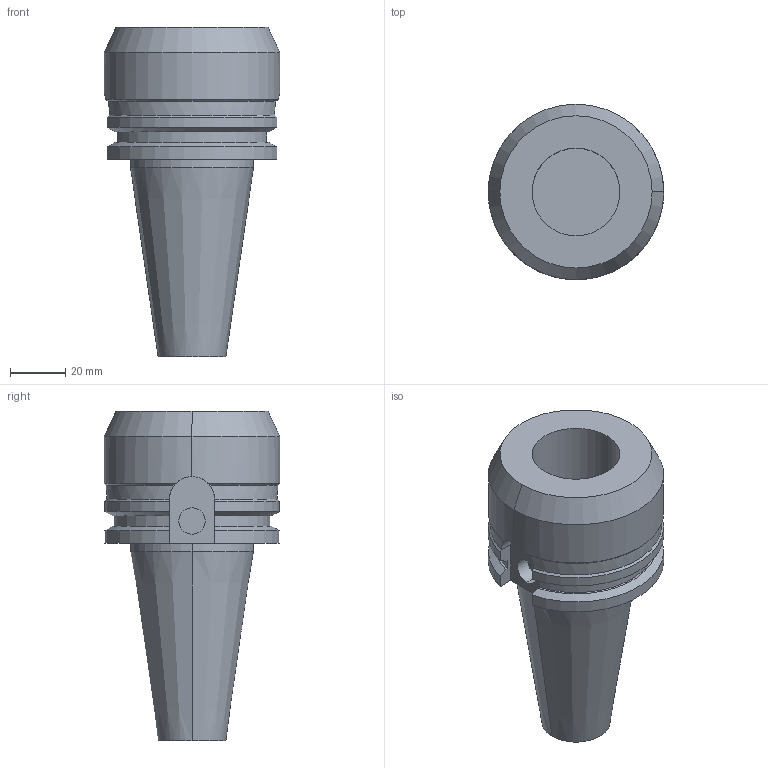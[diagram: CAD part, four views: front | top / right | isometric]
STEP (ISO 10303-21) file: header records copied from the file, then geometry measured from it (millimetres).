
FILE_DESCRIPTION (( 'STEP AP203' ), '1' );
FILE_NAME ('STP-5031-653-A72-200-2(S2-22927-2).STEP', '2021-06-23T06:21:44', ( '' ), ( '' ), 'SwSTEP 2.0', 'SolidWorks 2017', '' );
FILE_SCHEMA (( 'CONFIG_CONTROL_DESIGN' ));
Length unit declared in the file: millimetre
Products named in the file (1): STP-5031-653-A72-200-2(S2-22927-2)
Bounding box: 63.5 x 63.5 x 119.05 mm (x, y, z)
Volume: 157018.7 mm3; surface area: 30653.6 mm2
Topology: 1 solids, 1 shells, 56 faces, 136 edges, 86 vertices
Faces by surface type: cylinder 25, plane 17, cone 14
Entity records: 1782 total; most frequent: CARTESIAN_POINT 397, DIRECTION 279, ORIENTED_EDGE 268, EDGE_CURVE 134, AXIS2_PLACEMENT_3D 112, VERTEX_POINT 86, EDGE_LOOP 62, FACE_OUTER_BOUND 56
